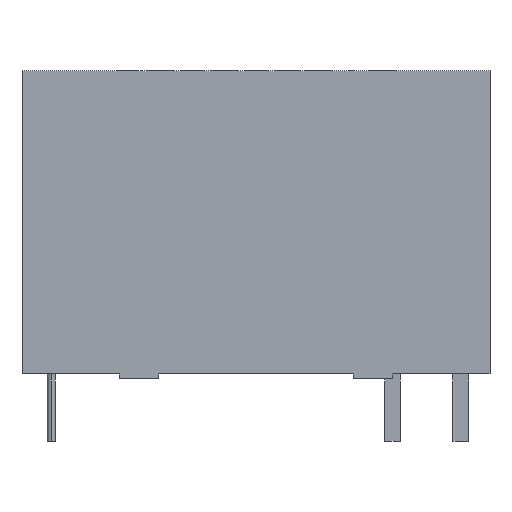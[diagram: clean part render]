
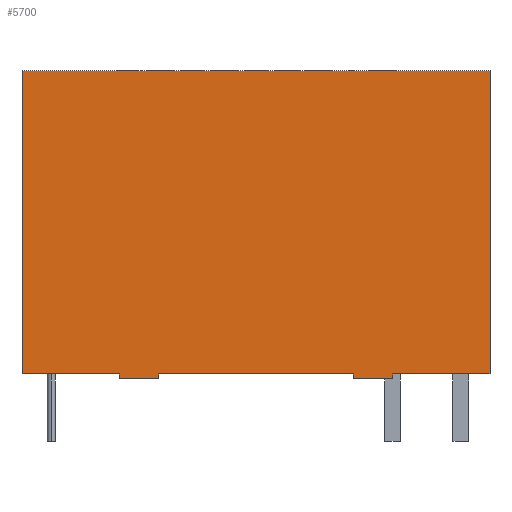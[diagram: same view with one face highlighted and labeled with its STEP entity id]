
A CAD part, front view. The second image highlights one B-rep face of the part: STEP entity #5700.
In plain terms, the highlighted planar face has unit normal (0, -1, 0).
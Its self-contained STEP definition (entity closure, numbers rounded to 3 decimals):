
#32 = CARTESIAN_POINT ( 'NONE',  ( -12., -5., 15.8 ) ) ;
#304 = VECTOR ( 'NONE', #1441, 1000. ) ;
#535 = CARTESIAN_POINT ( 'NONE',  ( -12., -5., 15.8 ) ) ;
#760 = CARTESIAN_POINT ( 'NONE',  ( -5., -5., 0.25 ) ) ;
#834 = ORIENTED_EDGE ( 'NONE', *, *, #7015, .T. ) ;
#934 = CARTESIAN_POINT ( 'NONE',  ( 12., -5., 0.25 ) ) ;
#955 = LINE ( 'NONE', #5428, #7708 ) ;
#1441 = DIRECTION ( 'NONE',  ( 1., 0., 0. ) ) ;
#1461 = EDGE_CURVE ( 'NONE', #9412, #14088, #4587, .T. ) ;
#1501 = DIRECTION ( 'NONE',  ( 0., 0., -1. ) ) ;
#1751 = DIRECTION ( 'NONE',  ( 0., 0., -1. ) ) ;
#1823 = CARTESIAN_POINT ( 'NONE',  ( -12., -5., 0.25 ) ) ;
#2540 = LINE ( 'NONE', #11168, #11016 ) ;
#2653 = VERTEX_POINT ( 'NONE', #934 ) ;
#2872 = ORIENTED_EDGE ( 'NONE', *, *, #12224, .T. ) ;
#2932 = DIRECTION ( 'NONE',  ( 1., 0., 0. ) ) ;
#3075 = ORIENTED_EDGE ( 'NONE', *, *, #1461, .T. ) ;
#3255 = VECTOR ( 'NONE', #13451, 1000. ) ;
#3363 = EDGE_CURVE ( 'NONE', #13309, #3816, #10029, .T. ) ;
#3383 = DIRECTION ( 'NONE',  ( -1., 0., 0. ) ) ;
#3488 = CARTESIAN_POINT ( 'NONE',  ( 5., -5., 0.25 ) ) ;
#3816 = VERTEX_POINT ( 'NONE', #13324 ) ;
#3826 = CARTESIAN_POINT ( 'NONE',  ( 5., -5., 0. ) ) ;
#3918 = VECTOR ( 'NONE', #2932, 1000. ) ;
#3920 = VECTOR ( 'NONE', #12780, 1000. ) ;
#4111 = VERTEX_POINT ( 'NONE', #8512 ) ;
#4131 = CARTESIAN_POINT ( 'NONE',  ( 0., -5., 0. ) ) ;
#4146 = CARTESIAN_POINT ( 'NONE',  ( 7., -5., 0.25 ) ) ;
#4362 = ORIENTED_EDGE ( 'NONE', *, *, #3363, .T. ) ;
#4441 = VECTOR ( 'NONE', #14001, 1000. ) ;
#4587 = LINE ( 'NONE', #11692, #8202 ) ;
#5164 = LINE ( 'NONE', #32, #6212 ) ;
#5235 = DIRECTION ( 'NONE',  ( 0., 0., 1. ) ) ;
#5256 = DIRECTION ( 'NONE',  ( 1., 0., 0. ) ) ;
#5277 = DIRECTION ( 'NONE',  ( 1., 0., 0. ) ) ;
#5305 = LINE ( 'NONE', #5878, #10140 ) ;
#5379 = EDGE_CURVE ( 'NONE', #10554, #10847, #13110, .T. ) ;
#5428 = CARTESIAN_POINT ( 'NONE',  ( -5., -5., 0.25 ) ) ;
#5578 = CARTESIAN_POINT ( 'NONE',  ( -12., -5., 0.25 ) ) ;
#5700 = ADVANCED_FACE ( 'NONE', ( #13789 ), #11723, .T. ) ;
#5878 = CARTESIAN_POINT ( 'NONE',  ( 5., -5., 0.25 ) ) ;
#6127 = CARTESIAN_POINT ( 'NONE',  ( -7., -5., 0. ) ) ;
#6181 = LINE ( 'NONE', #4146, #4441 ) ;
#6212 = VECTOR ( 'NONE', #3383, 1000. ) ;
#6383 = DIRECTION ( 'NONE',  ( 0., -1., 0. ) ) ;
#6419 = VECTOR ( 'NONE', #5235, 1000. ) ;
#6617 = ORIENTED_EDGE ( 'NONE', *, *, #5379, .T. ) ;
#6733 = EDGE_CURVE ( 'NONE', #10847, #11939, #11355, .T. ) ;
#6835 = ORIENTED_EDGE ( 'NONE', *, *, #8642, .T. ) ;
#7015 = EDGE_CURVE ( 'NONE', #14088, #2653, #6181, .T. ) ;
#7118 = ORIENTED_EDGE ( 'NONE', *, *, #7905, .T. ) ;
#7708 = VECTOR ( 'NONE', #5277, 1000. ) ;
#7780 = EDGE_CURVE ( 'NONE', #11569, #10808, #5305, .T. ) ;
#7801 = ORIENTED_EDGE ( 'NONE', *, *, #7780, .T. ) ;
#7905 = EDGE_CURVE ( 'NONE', #3816, #11569, #955, .T. ) ;
#7917 = CARTESIAN_POINT ( 'NONE',  ( 7., -5., 0. ) ) ;
#8202 = VECTOR ( 'NONE', #9365, 1000. ) ;
#8416 = CARTESIAN_POINT ( 'NONE',  ( -7., -5., 0.25 ) ) ;
#8512 = CARTESIAN_POINT ( 'NONE',  ( 12., -5., 15.8 ) ) ;
#8642 = EDGE_CURVE ( 'NONE', #12758, #10554, #9350, .T. ) ;
#8827 = ORIENTED_EDGE ( 'NONE', *, *, #12972, .T. ) ;
#8958 = ORIENTED_EDGE ( 'NONE', *, *, #10387, .T. ) ;
#8972 = CARTESIAN_POINT ( 'NONE',  ( 5., -5., 0. ) ) ;
#9350 = LINE ( 'NONE', #535, #11955 ) ;
#9365 = DIRECTION ( 'NONE',  ( 0., 0., 1. ) ) ;
#9399 = CARTESIAN_POINT ( 'NONE',  ( 7., -5., 0.25 ) ) ;
#9412 = VERTEX_POINT ( 'NONE', #7917 ) ;
#9642 = LINE ( 'NONE', #6127, #3918 ) ;
#10029 = LINE ( 'NONE', #760, #6419 ) ;
#10140 = VECTOR ( 'NONE', #1501, 1000. ) ;
#10343 = EDGE_LOOP ( 'NONE', ( #6835, #6617, #11064, #2872, #4362, #7118, #7801, #8958, #3075, #834, #8827, #11166 ) ) ;
#10387 = EDGE_CURVE ( 'NONE', #10808, #9412, #11728, .T. ) ;
#10554 = VERTEX_POINT ( 'NONE', #1823 ) ;
#10564 = CARTESIAN_POINT ( 'NONE',  ( -7., -5., 0.25 ) ) ;
#10679 = EDGE_CURVE ( 'NONE', #4111, #12758, #5164, .T. ) ;
#10808 = VERTEX_POINT ( 'NONE', #8972 ) ;
#10847 = VERTEX_POINT ( 'NONE', #8416 ) ;
#10964 = AXIS2_PLACEMENT_3D ( 'NONE', #4131, #6383, #5256 ) ;
#11016 = VECTOR ( 'NONE', #13389, 1000. ) ;
#11064 = ORIENTED_EDGE ( 'NONE', *, *, #6733, .T. ) ;
#11166 = ORIENTED_EDGE ( 'NONE', *, *, #10679, .T. ) ;
#11168 = CARTESIAN_POINT ( 'NONE',  ( 12., -5., 15.8 ) ) ;
#11355 = LINE ( 'NONE', #10564, #3920 ) ;
#11569 = VERTEX_POINT ( 'NONE', #3488 ) ;
#11692 = CARTESIAN_POINT ( 'NONE',  ( 7., -5., 0.25 ) ) ;
#11723 = PLANE ( 'NONE',  #10964 ) ;
#11728 = LINE ( 'NONE', #3826, #304 ) ;
#11939 = VERTEX_POINT ( 'NONE', #13094 ) ;
#11955 = VECTOR ( 'NONE', #1751, 1000. ) ;
#12224 = EDGE_CURVE ( 'NONE', #11939, #13309, #9642, .T. ) ;
#12758 = VERTEX_POINT ( 'NONE', #14013 ) ;
#12780 = DIRECTION ( 'NONE',  ( 0., 0., -1. ) ) ;
#12972 = EDGE_CURVE ( 'NONE', #2653, #4111, #2540, .T. ) ;
#13094 = CARTESIAN_POINT ( 'NONE',  ( -7., -5., 0. ) ) ;
#13110 = LINE ( 'NONE', #5578, #3255 ) ;
#13309 = VERTEX_POINT ( 'NONE', #13780 ) ;
#13324 = CARTESIAN_POINT ( 'NONE',  ( -5., -5., 0.25 ) ) ;
#13389 = DIRECTION ( 'NONE',  ( 0., 0., 1. ) ) ;
#13451 = DIRECTION ( 'NONE',  ( 1., 0., 0. ) ) ;
#13780 = CARTESIAN_POINT ( 'NONE',  ( -5., -5., 0. ) ) ;
#13789 = FACE_OUTER_BOUND ( 'NONE', #10343, .T. ) ;
#14001 = DIRECTION ( 'NONE',  ( 1., 0., 0. ) ) ;
#14013 = CARTESIAN_POINT ( 'NONE',  ( -12., -5., 15.8 ) ) ;
#14088 = VERTEX_POINT ( 'NONE', #9399 ) ;
